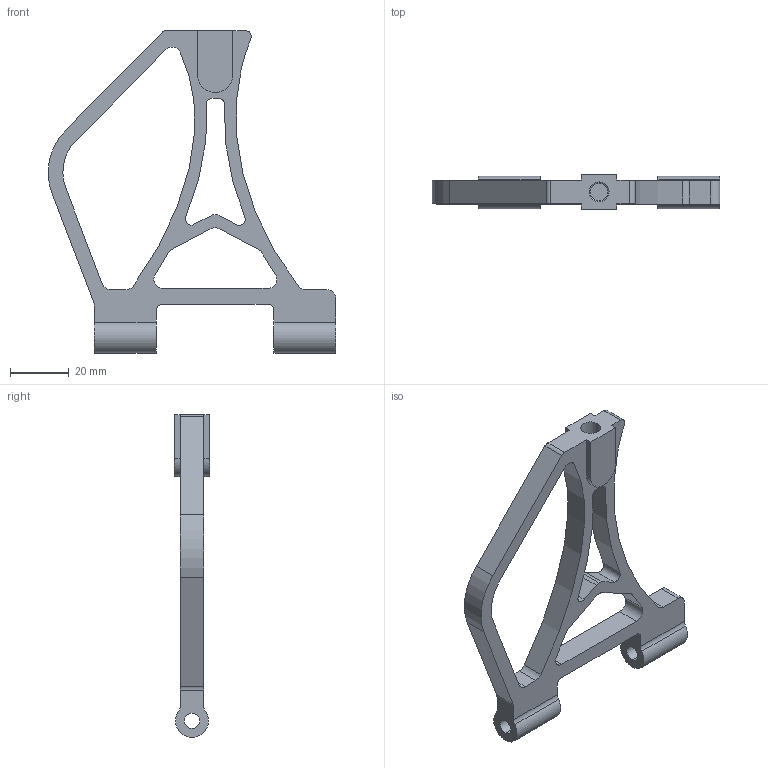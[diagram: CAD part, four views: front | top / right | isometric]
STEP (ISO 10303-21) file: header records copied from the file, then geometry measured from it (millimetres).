
FILE_DESCRIPTION (( 'STEP AP203' ), '1' );
FILE_NAME ('后上横摆臂(数量2，孔6.8攻M8螺纹）.STEP', '2021-09-16T05:07:07', ( '' ), ( '' ), 'SwSTEP 2.0', 'SolidWorks 2018', '' );
FILE_SCHEMA (( 'CONFIG_CONTROL_DESIGN' ));
Length unit declared in the file: millimetre
Products named in the file (1): 后上横摆臂(数量2，孔6.8攻M8螺纹）
Bounding box: 97.71 x 12 x 109.6 mm (x, y, z)
Volume: 22670.9 mm3; surface area: 13403.2 mm2
Topology: 1 solids, 1 shells, 77 faces, 218 edges, 144 vertices
Faces by surface type: cylinder 42, plane 27, bspline 6, cone 2
Entity records: 2697 total; most frequent: CARTESIAN_POINT 558, ORIENTED_EDGE 436, DIRECTION 434, EDGE_CURVE 218, AXIS2_PLACEMENT_3D 156, VERTEX_POINT 144, LINE 122, VECTOR 122
